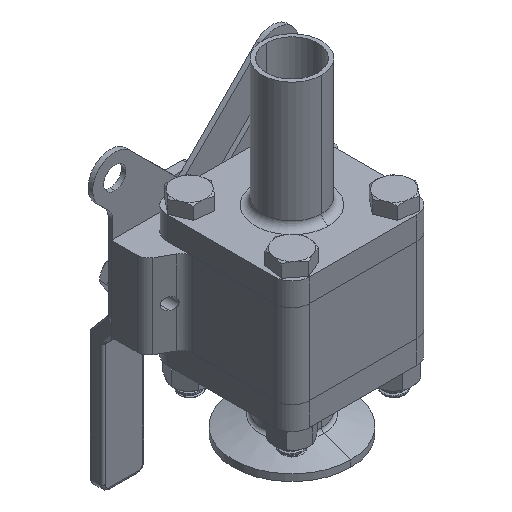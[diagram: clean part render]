
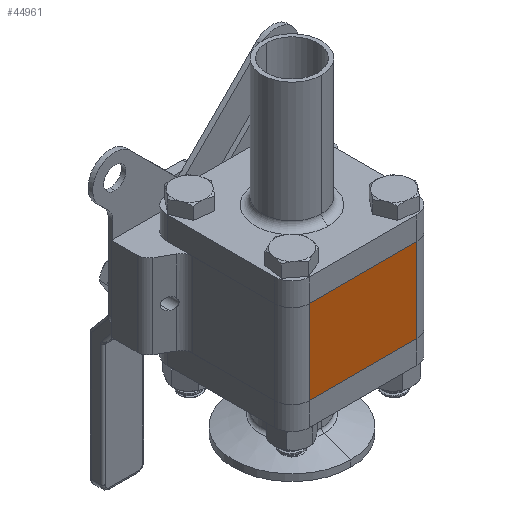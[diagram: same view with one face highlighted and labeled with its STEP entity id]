
A CAD part, isometric view. The second image highlights one B-rep face of the part: STEP entity #44961.
In plain terms, the highlighted planar face has unit normal (0, -1, 0).
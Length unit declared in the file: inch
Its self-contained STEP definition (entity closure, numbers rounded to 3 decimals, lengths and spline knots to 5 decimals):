
#1523 = CARTESIAN_POINT ( 'NONE',  ( -0.90551, -1.20079, 0.70866 ) ) ;
#3779 = VERTEX_POINT ( 'NONE', #40621 ) ;
#4687 = CARTESIAN_POINT ( 'NONE',  ( 0.90551, -1.20079, -0.70866 ) ) ;
#6123 = VECTOR ( 'NONE', #7320, 39.37008 ) ;
#6667 = ORIENTED_EDGE ( 'NONE', *, *, #15263, .F. ) ;
#7320 = DIRECTION ( 'NONE',  ( 0., 0., -1. ) ) ;
#7980 = VERTEX_POINT ( 'NONE', #53645 ) ;
#10511 = CARTESIAN_POINT ( 'NONE',  ( 0.90551, -1.20079, 0.70866 ) ) ;
#10743 = EDGE_CURVE ( 'NONE', #7980, #27374, #41431, .T. ) ;
#11638 = ORIENTED_EDGE ( 'NONE', *, *, #10743, .T. ) ;
#12391 = LINE ( 'NONE', #61261, #45924 ) ;
#14162 = EDGE_LOOP ( 'NONE', ( #63396, #6667, #14579, #11638 ) ) ;
#14579 = ORIENTED_EDGE ( 'NONE', *, *, #36198, .F. ) ;
#15263 = EDGE_CURVE ( 'NONE', #3779, #61992, #12391, .T. ) ;
#15956 = DIRECTION ( 'NONE',  ( 1., 0., 0. ) ) ;
#24691 = AXIS2_PLACEMENT_3D ( 'NONE', #10511, #49013, #60015 ) ;
#26906 = CARTESIAN_POINT ( 'NONE',  ( 0.90551, -1.20079, 0.70866 ) ) ;
#27374 = VERTEX_POINT ( 'NONE', #63653 ) ;
#31928 = VECTOR ( 'NONE', #15956, 39.37008 ) ;
#32342 = FACE_OUTER_BOUND ( 'NONE', #14162, .T. ) ;
#36172 = LINE ( 'NONE', #64508, #31928 ) ;
#36198 = EDGE_CURVE ( 'NONE', #7980, #3779, #71245, .T. ) ;
#37923 = PLANE ( 'NONE',  #24691 ) ;
#38539 = VECTOR ( 'NONE', #70379, 39.37008 ) ;
#40621 = CARTESIAN_POINT ( 'NONE',  ( 0.90551, -1.20079, 0.70866 ) ) ;
#41431 = LINE ( 'NONE', #1523, #6123 ) ;
#44961 = ADVANCED_FACE ( 'NONE', ( #32342 ), #37923, .F. ) ;
#45924 = VECTOR ( 'NONE', #67754, 39.37008 ) ;
#47222 = EDGE_CURVE ( 'NONE', #27374, #61992, #36172, .T. ) ;
#49013 = DIRECTION ( 'NONE',  ( 0., 1., 0. ) ) ;
#53645 = CARTESIAN_POINT ( 'NONE',  ( -0.90551, -1.20079, 0.70866 ) ) ;
#60015 = DIRECTION ( 'NONE',  ( -1., 0., 0. ) ) ;
#61261 = CARTESIAN_POINT ( 'NONE',  ( 0.90551, -1.20079, 0.70866 ) ) ;
#61992 = VERTEX_POINT ( 'NONE', #4687 ) ;
#63396 = ORIENTED_EDGE ( 'NONE', *, *, #47222, .T. ) ;
#63653 = CARTESIAN_POINT ( 'NONE',  ( -0.90551, -1.20079, -0.70866 ) ) ;
#64508 = CARTESIAN_POINT ( 'NONE',  ( 0.90551, -1.20079, -0.70866 ) ) ;
#67754 = DIRECTION ( 'NONE',  ( 0., 0., -1. ) ) ;
#70379 = DIRECTION ( 'NONE',  ( 1., 0., 0. ) ) ;
#71245 = LINE ( 'NONE', #26906, #38539 ) ;
